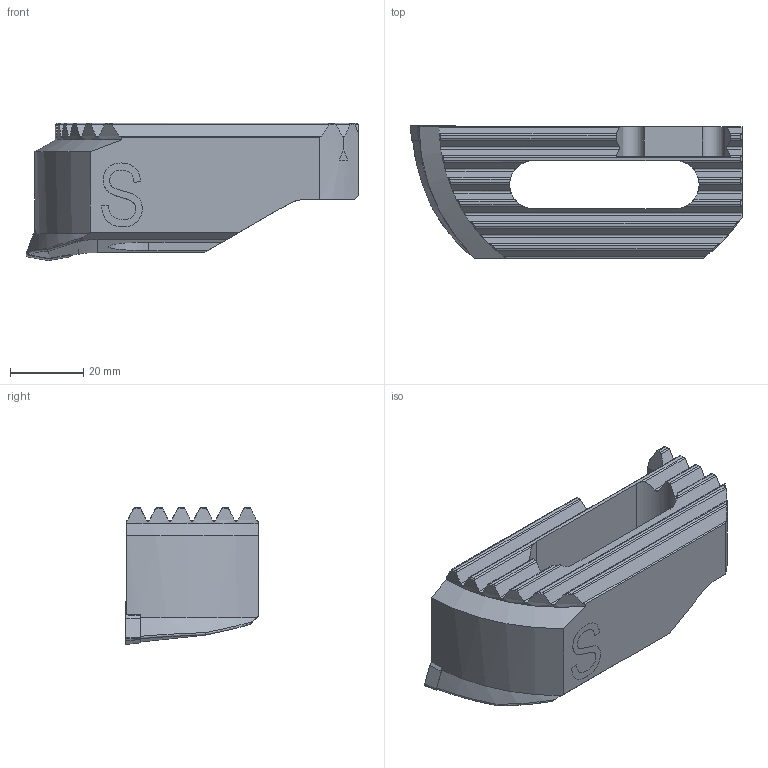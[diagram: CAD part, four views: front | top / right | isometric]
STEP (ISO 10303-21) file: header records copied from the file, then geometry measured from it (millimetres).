
FILE_DESCRIPTION(('no description'),'unknown implementation level');
FILE_NAME('34FCADB8-9B5C-4D75-920D-E73E3432A539_export.stp',' ',('CIMSOURCE GmbH'),('CADClick - KiM GmbH - www.kimweb.de'),'unknown preprocess','ACIS','unknown authorization');
FILE_SCHEMA(('automotive_design'));
Length unit declared in the file: millimetre
Products named in the file (3): 639.271 Kaiser 106-134 SW98 WC06 S|655.651 Kaiser WCMT 06T308 K20C;Kombinieren1; 639.271 Kaiser 106-134 SW98 WC06 S|694.137 Kasier ETL M3,5 X 9,4 T10 IP 10S;Schnitt-Linear austragen2; 639.271 Kaiser 106-134 SW98 WC06 S|639.271 Kaiser 106-134 SW98 WC06 S;RSS-Marke
Bounding box: 90.5 x 36.07 x 37.4 mm (x, y, z)
Volume: 54422.2 mm3; surface area: 16260.9 mm2
Topology: 3 solids, 3 shells, 254 faces, 700 edges, 454 vertices
Faces by surface type: plane 93, cylinder 89, cone 31, bspline 31, torus 10
Entity records: 19859 total; most frequent: CARTESIAN_POINT 5719, STYLED_ITEM 1408, PRESENTATION_STYLE_ASSIGNMENT 1408, COLOUR_RGB 1408, ORIENTED_EDGE 1394, DIRECTION 1247, EDGE_CURVE 697, CURVE_STYLE 697
